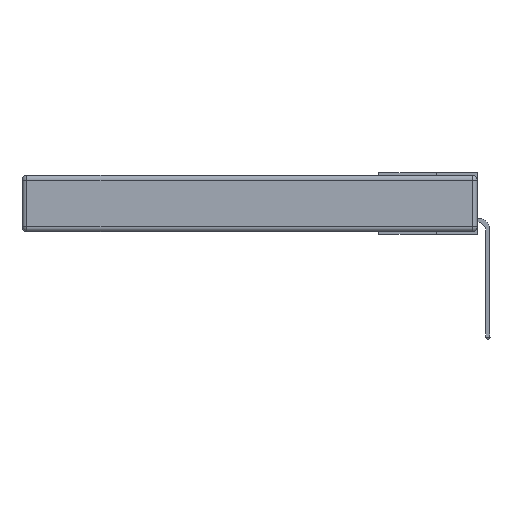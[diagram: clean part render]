
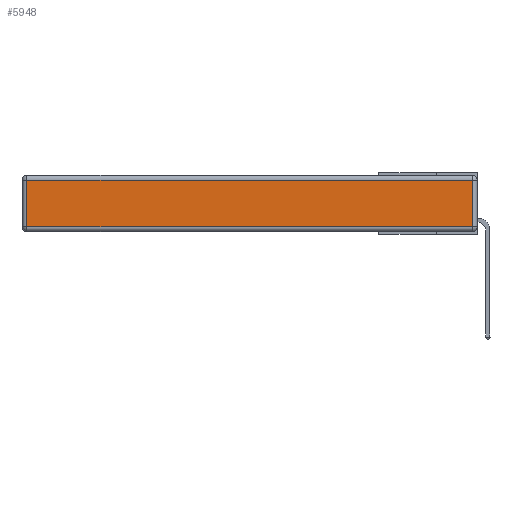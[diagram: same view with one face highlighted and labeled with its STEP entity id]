
A CAD part, left-side view. The second image highlights one B-rep face of the part: STEP entity #5948.
In plain terms, the highlighted planar face has unit normal (-1, 0, 0).
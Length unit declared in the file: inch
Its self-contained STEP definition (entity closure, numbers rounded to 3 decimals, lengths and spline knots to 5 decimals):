
#671 = DIRECTION ( 'NONE',  ( -1., 0., 0. ) ) ;
#1320 = VECTOR ( 'NONE', #22657, 39.37008 ) ;
#5210 = DIRECTION ( 'NONE',  ( 0., -1., 0. ) ) ;
#5559 = CARTESIAN_POINT ( 'NONE',  ( 0., 0.03, -0.343 ) ) ;
#5914 = DIRECTION ( 'NONE',  ( 0., 0., 1. ) ) ;
#5948 = ADVANCED_FACE ( 'NONE', ( #25015 ), #10629, .T. ) ;
#7168 = VERTEX_POINT ( 'NONE', #26632 ) ;
#7805 = EDGE_CURVE ( 'NONE', #28954, #7168, #24126, .T. ) ;
#9688 = DIRECTION ( 'NONE',  ( 0., 0., -1. ) ) ;
#10629 = PLANE ( 'NONE',  #22656 ) ;
#11259 = LINE ( 'NONE', #14787, #30329 ) ;
#11562 = VERTEX_POINT ( 'NONE', #17207 ) ;
#12826 = EDGE_LOOP ( 'NONE', ( #18841, #28171, #29661, #14003 ) ) ;
#14003 = ORIENTED_EDGE ( 'NONE', *, *, #25735, .T. ) ;
#14264 = VECTOR ( 'NONE', #5210, 39.37008 ) ;
#14787 = CARTESIAN_POINT ( 'NONE',  ( 0., 2.72, -0.343 ) ) ;
#15253 = DIRECTION ( 'NONE',  ( 0., 1., 0. ) ) ;
#16159 = EDGE_CURVE ( 'NONE', #7168, #30613, #16649, .T. ) ;
#16518 = LINE ( 'NONE', #29036, #14264 ) ;
#16649 = LINE ( 'NONE', #20130, #29319 ) ;
#17207 = CARTESIAN_POINT ( 'NONE',  ( 0., 2.72, -0.313 ) ) ;
#18841 = ORIENTED_EDGE ( 'NONE', *, *, #27623, .T. ) ;
#20130 = CARTESIAN_POINT ( 'NONE',  ( 0., 2.75, -0.03 ) ) ;
#22656 = AXIS2_PLACEMENT_3D ( 'NONE', #27326, #671, #5914 ) ;
#22657 = DIRECTION ( 'NONE',  ( 0., 0., 1. ) ) ;
#23716 = CARTESIAN_POINT ( 'NONE',  ( 0., 2.72, -0.03 ) ) ;
#24126 = LINE ( 'NONE', #5559, #1320 ) ;
#25015 = FACE_OUTER_BOUND ( 'NONE', #12826, .T. ) ;
#25735 = EDGE_CURVE ( 'NONE', #30613, #11562, #11259, .T. ) ;
#26632 = CARTESIAN_POINT ( 'NONE',  ( 0., 0.03, -0.03 ) ) ;
#27326 = CARTESIAN_POINT ( 'NONE',  ( 0., 0., -0.343 ) ) ;
#27623 = EDGE_CURVE ( 'NONE', #11562, #28954, #16518, .T. ) ;
#28171 = ORIENTED_EDGE ( 'NONE', *, *, #7805, .T. ) ;
#28954 = VERTEX_POINT ( 'NONE', #29802 ) ;
#29036 = CARTESIAN_POINT ( 'NONE',  ( 0., 0., -0.313 ) ) ;
#29319 = VECTOR ( 'NONE', #15253, 39.37008 ) ;
#29661 = ORIENTED_EDGE ( 'NONE', *, *, #16159, .T. ) ;
#29802 = CARTESIAN_POINT ( 'NONE',  ( 0., 0.03, -0.313 ) ) ;
#30329 = VECTOR ( 'NONE', #9688, 39.37008 ) ;
#30613 = VERTEX_POINT ( 'NONE', #23716 ) ;
